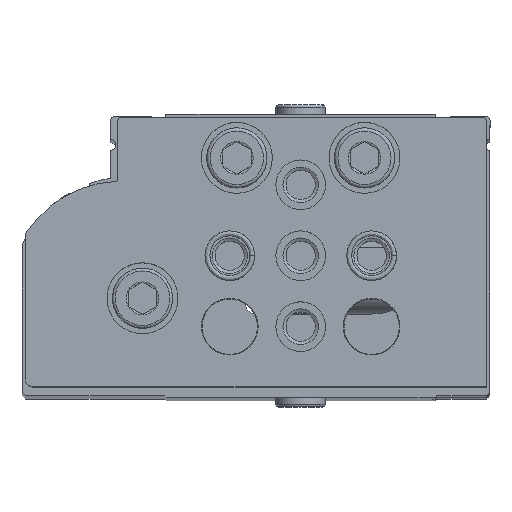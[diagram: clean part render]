
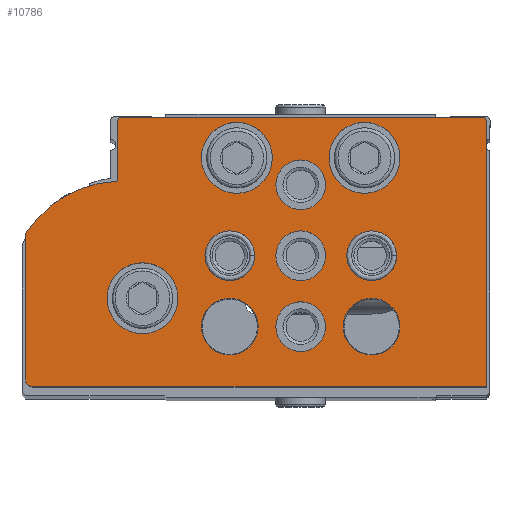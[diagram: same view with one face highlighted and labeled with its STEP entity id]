
A CAD part, top view. The second image highlights one B-rep face of the part: STEP entity #10786.
In plain terms, the highlighted face is planar.
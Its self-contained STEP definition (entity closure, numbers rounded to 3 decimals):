
#1085=LINE('',#18090,#1886);
#1087=LINE('',#18094,#1888);
#1090=LINE('',#18102,#1891);
#1095=LINE('',#18118,#1896);
#1098=LINE('',#18126,#1899);
#1886=VECTOR('',#14745,1000.);
#1888=VECTOR('',#14749,1000.);
#1891=VECTOR('',#14758,1000.);
#1896=VECTOR('',#14777,1000.);
#1899=VECTOR('',#14786,1000.);
#4122=ORIENTED_EDGE('',*,*,#5971,.T.);
#4123=ORIENTED_EDGE('',*,*,#5972,.T.);
#4124=ORIENTED_EDGE('',*,*,#5973,.T.);
#4125=ORIENTED_EDGE('',*,*,#5974,.T.);
#4126=ORIENTED_EDGE('',*,*,#5975,.T.);
#4127=ORIENTED_EDGE('',*,*,#5976,.T.);
#4128=ORIENTED_EDGE('',*,*,#5977,.T.);
#4129=ORIENTED_EDGE('',*,*,#5978,.T.);
#4130=ORIENTED_EDGE('',*,*,#5979,.T.);
#4131=ORIENTED_EDGE('',*,*,#5980,.T.);
#4132=ORIENTED_EDGE('',*,*,#5948,.F.);
#4133=ORIENTED_EDGE('',*,*,#5969,.F.);
#4134=ORIENTED_EDGE('',*,*,#5967,.F.);
#4135=ORIENTED_EDGE('',*,*,#5965,.F.);
#4136=ORIENTED_EDGE('',*,*,#5963,.T.);
#4137=ORIENTED_EDGE('',*,*,#5961,.F.);
#4138=ORIENTED_EDGE('',*,*,#5959,.F.);
#4139=ORIENTED_EDGE('',*,*,#5957,.F.);
#4140=ORIENTED_EDGE('',*,*,#5955,.F.);
#4141=ORIENTED_EDGE('',*,*,#5953,.F.);
#4142=ORIENTED_EDGE('',*,*,#5951,.F.);
#5948=EDGE_CURVE('',#7103,#7104,#7771,.T.);
#5951=EDGE_CURVE('',#7104,#7105,#1085,.T.);
#5953=EDGE_CURVE('',#7105,#7106,#1087,.T.);
#5955=EDGE_CURVE('',#7106,#7107,#7772,.T.);
#5957=EDGE_CURVE('',#7107,#7108,#1090,.T.);
#5959=EDGE_CURVE('',#7108,#7109,#7773,.T.);
#5961=EDGE_CURVE('',#7109,#7110,#7774,.T.);
#5963=EDGE_CURVE('',#7111,#7110,#7775,.T.);
#5965=EDGE_CURVE('',#7111,#7112,#1095,.T.);
#5967=EDGE_CURVE('',#7112,#7113,#7776,.T.);
#5969=EDGE_CURVE('',#7113,#7103,#1098,.T.);
#5971=EDGE_CURVE('',#7114,#7114,#7777,.T.);
#5972=EDGE_CURVE('',#7115,#7115,#7778,.T.);
#5973=EDGE_CURVE('',#7116,#7116,#7779,.T.);
#5974=EDGE_CURVE('',#7117,#7117,#7780,.T.);
#5975=EDGE_CURVE('',#7118,#7118,#7781,.T.);
#5976=EDGE_CURVE('',#7119,#7119,#7782,.T.);
#5977=EDGE_CURVE('',#7120,#7120,#7783,.T.);
#5978=EDGE_CURVE('',#7121,#7121,#7784,.T.);
#5979=EDGE_CURVE('',#7122,#7122,#7785,.T.);
#5980=EDGE_CURVE('',#7123,#7123,#7786,.T.);
#7103=VERTEX_POINT('',#18085);
#7104=VERTEX_POINT('',#18086);
#7105=VERTEX_POINT('',#18091);
#7106=VERTEX_POINT('',#18095);
#7107=VERTEX_POINT('',#18099);
#7108=VERTEX_POINT('',#18103);
#7109=VERTEX_POINT('',#18107);
#7110=VERTEX_POINT('',#18111);
#7111=VERTEX_POINT('',#18115);
#7112=VERTEX_POINT('',#18119);
#7113=VERTEX_POINT('',#18123);
#7114=VERTEX_POINT('',#18130);
#7115=VERTEX_POINT('',#18132);
#7116=VERTEX_POINT('',#18134);
#7117=VERTEX_POINT('',#18136);
#7118=VERTEX_POINT('',#18138);
#7119=VERTEX_POINT('',#18140);
#7120=VERTEX_POINT('',#18142);
#7121=VERTEX_POINT('',#18144);
#7122=VERTEX_POINT('',#18146);
#7123=VERTEX_POINT('',#18148);
#7771=CIRCLE('',#12064,0.5);
#7772=CIRCLE('',#12068,1.);
#7773=CIRCLE('',#12071,1.);
#7774=CIRCLE('',#12073,16.);
#7775=CIRCLE('',#12075,0.3);
#7776=CIRCLE('',#12078,0.5);
#7777=CIRCLE('',#12081,5.);
#7778=CIRCLE('',#12082,5.);
#7779=CIRCLE('',#12083,5.);
#7780=CIRCLE('',#12084,3.5);
#7781=CIRCLE('',#12085,3.5);
#7782=CIRCLE('',#12086,3.5);
#7783=CIRCLE('',#12087,3.5);
#7784=CIRCLE('',#12088,3.5);
#7785=CIRCLE('',#12089,4.);
#7786=CIRCLE('',#12090,4.);
#8586=EDGE_LOOP('',(#4122));
#8587=EDGE_LOOP('',(#4123));
#8588=EDGE_LOOP('',(#4124));
#8589=EDGE_LOOP('',(#4125));
#8590=EDGE_LOOP('',(#4126));
#8591=EDGE_LOOP('',(#4127));
#8592=EDGE_LOOP('',(#4128));
#8593=EDGE_LOOP('',(#4129));
#8594=EDGE_LOOP('',(#4130));
#8595=EDGE_LOOP('',(#4131));
#8596=EDGE_LOOP('',(#4132,#4133,#4134,#4135,#4136,#4137,#4138,#4139,#4140,
#4141,#4142));
#9617=FACE_BOUND('',#8586,.T.);
#9618=FACE_BOUND('',#8587,.T.);
#9619=FACE_BOUND('',#8588,.T.);
#9620=FACE_BOUND('',#8589,.T.);
#9621=FACE_BOUND('',#8590,.T.);
#9622=FACE_BOUND('',#8591,.T.);
#9623=FACE_BOUND('',#8592,.T.);
#9624=FACE_BOUND('',#8593,.T.);
#9625=FACE_BOUND('',#8594,.T.);
#9626=FACE_BOUND('',#8595,.T.);
#9627=FACE_BOUND('',#8596,.T.);
#10224=PLANE('',#12080);
#10786=ADVANCED_FACE('',(#9617,#9618,#9619,#9620,#9621,#9622,#9623,#9624,
#9625,#9626,#9627),#10224,.F.);
#12064=AXIS2_PLACEMENT_3D('',#18084,#14739,#14740);
#12068=AXIS2_PLACEMENT_3D('',#18098,#14753,#14754);
#12071=AXIS2_PLACEMENT_3D('',#18106,#14762,#14763);
#12073=AXIS2_PLACEMENT_3D('',#18110,#14767,#14768);
#12075=AXIS2_PLACEMENT_3D('',#18114,#14772,#14773);
#12078=AXIS2_PLACEMENT_3D('',#18122,#14781,#14782);
#12080=AXIS2_PLACEMENT_3D('',#18128,#14788,#14789);
#12081=AXIS2_PLACEMENT_3D('',#18129,#14790,#14791);
#12082=AXIS2_PLACEMENT_3D('',#18131,#14792,#14793);
#12083=AXIS2_PLACEMENT_3D('',#18133,#14794,#14795);
#12084=AXIS2_PLACEMENT_3D('',#18135,#14796,#14797);
#12085=AXIS2_PLACEMENT_3D('',#18137,#14798,#14799);
#12086=AXIS2_PLACEMENT_3D('',#18139,#14800,#14801);
#12087=AXIS2_PLACEMENT_3D('',#18141,#14802,#14803);
#12088=AXIS2_PLACEMENT_3D('',#18143,#14804,#14805);
#12089=AXIS2_PLACEMENT_3D('',#18145,#14806,#14807);
#12090=AXIS2_PLACEMENT_3D('',#18147,#14808,#14809);
#14739=DIRECTION('',(0.,0.,1.));
#14740=DIRECTION('',(1.,0.,0.));
#14745=DIRECTION('',(0.,-1.,0.));
#14749=DIRECTION('',(1.,0.,0.));
#14753=DIRECTION('',(0.,0.,1.));
#14754=DIRECTION('',(1.,0.,0.));
#14758=DIRECTION('',(0.,1.,0.));
#14762=DIRECTION('',(0.,0.,1.));
#14763=DIRECTION('',(1.,0.,0.));
#14767=DIRECTION('',(0.,0.,1.));
#14768=DIRECTION('',(1.,0.,0.));
#14772=DIRECTION('',(0.,0.,1.));
#14773=DIRECTION('',(1.,0.,0.));
#14777=DIRECTION('',(0.,1.,0.));
#14781=DIRECTION('',(0.,0.,1.));
#14782=DIRECTION('',(1.,0.,0.));
#14786=DIRECTION('',(-1.,0.,0.));
#14788=DIRECTION('',(0.,0.,1.));
#14789=DIRECTION('',(1.,0.,0.));
#14790=DIRECTION('',(0.,0.,1.));
#14791=DIRECTION('',(1.,0.,0.));
#14792=DIRECTION('',(0.,0.,1.));
#14793=DIRECTION('',(1.,0.,0.));
#14794=DIRECTION('',(0.,0.,1.));
#14795=DIRECTION('',(1.,0.,0.));
#14796=DIRECTION('',(0.,0.,1.));
#14797=DIRECTION('',(1.,0.,0.));
#14798=DIRECTION('',(0.,0.,1.));
#14799=DIRECTION('',(1.,0.,0.));
#14800=DIRECTION('',(0.,0.,1.));
#14801=DIRECTION('',(1.,0.,0.));
#14802=DIRECTION('',(0.,0.,1.));
#14803=DIRECTION('',(1.,0.,0.));
#14804=DIRECTION('',(0.,0.,1.));
#14805=DIRECTION('',(1.,0.,0.));
#14806=DIRECTION('',(0.,0.,1.));
#14807=DIRECTION('',(1.,0.,0.));
#14808=DIRECTION('',(0.,0.,1.));
#14809=DIRECTION('',(1.,0.,0.));
#18084=CARTESIAN_POINT('',(0.5,37.5,0.));
#18085=CARTESIAN_POINT('',(0.5,38.,0.));
#18086=CARTESIAN_POINT('',(0.,37.5,0.));
#18090=CARTESIAN_POINT('',(0.,37.5,0.));
#18091=CARTESIAN_POINT('',(0.,0.,0.));
#18094=CARTESIAN_POINT('',(0.,0.,0.));
#18095=CARTESIAN_POINT('',(64.,0.,0.));
#18098=CARTESIAN_POINT('',(64.,1.,0.));
#18099=CARTESIAN_POINT('',(65.,1.,0.));
#18102=CARTESIAN_POINT('',(65.,1.,0.));
#18103=CARTESIAN_POINT('',(65.,21.292,0.));
#18106=CARTESIAN_POINT('',(64.,21.292,0.));
#18107=CARTESIAN_POINT('',(64.833,21.844,0.));
#18110=CARTESIAN_POINT('',(51.5,13.,0.));
#18111=CARTESIAN_POINT('',(52.285,28.981,0.));
#18114=CARTESIAN_POINT('',(52.3,29.28,0.));
#18115=CARTESIAN_POINT('',(52.,29.28,0.));
#18118=CARTESIAN_POINT('',(52.,29.28,0.));
#18119=CARTESIAN_POINT('',(52.,37.5,0.));
#18122=CARTESIAN_POINT('',(51.5,37.5,0.));
#18123=CARTESIAN_POINT('',(51.5,38.,0.));
#18126=CARTESIAN_POINT('',(51.5,38.,0.));
#18128=CARTESIAN_POINT('',(0.5,37.5,0.));
#18129=CARTESIAN_POINT('',(48.5,12.5,0.));
#18130=CARTESIAN_POINT('',(53.5,12.5,0.));
#18131=CARTESIAN_POINT('',(35.2,32.3,0.));
#18132=CARTESIAN_POINT('',(40.2,32.3,0.));
#18133=CARTESIAN_POINT('',(17.2,32.3,0.));
#18134=CARTESIAN_POINT('',(22.2,32.3,0.));
#18135=CARTESIAN_POINT('',(26.2,28.5,0.));
#18136=CARTESIAN_POINT('',(29.7,28.5,0.));
#18137=CARTESIAN_POINT('',(36.2,18.5,0.));
#18138=CARTESIAN_POINT('',(39.7,18.5,0.));
#18139=CARTESIAN_POINT('',(26.2,18.5,0.));
#18140=CARTESIAN_POINT('',(29.7,18.5,0.));
#18141=CARTESIAN_POINT('',(16.2,18.5,0.));
#18142=CARTESIAN_POINT('',(19.7,18.5,0.));
#18143=CARTESIAN_POINT('',(26.2,8.5,0.));
#18144=CARTESIAN_POINT('',(29.7,8.5,0.));
#18145=CARTESIAN_POINT('',(36.2,8.5,0.));
#18146=CARTESIAN_POINT('',(40.2,8.5,0.));
#18147=CARTESIAN_POINT('',(16.2,8.5,0.));
#18148=CARTESIAN_POINT('',(20.2,8.5,0.));
